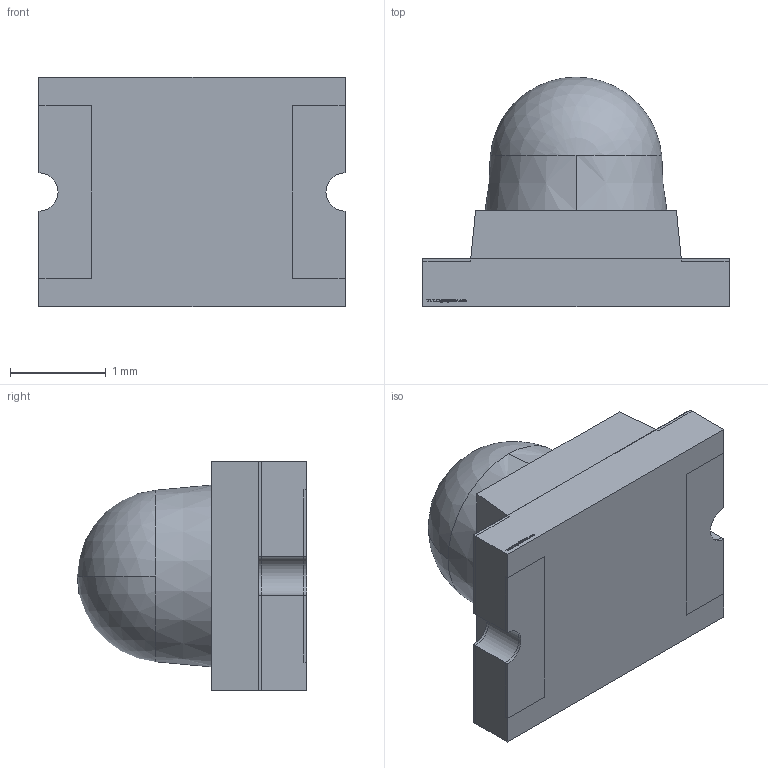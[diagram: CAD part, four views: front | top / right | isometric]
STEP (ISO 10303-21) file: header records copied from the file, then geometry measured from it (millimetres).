
FILE_DESCRIPTION (( 'STEP AP214' ), '1' );
FILE_NAME ('APD3224.STEP', '2008-09-03T22:50:19', ( '' ), ( '' ), 'SwSTEP 2.0', 'SolidWorks 2008', '' );
FILE_SCHEMA (( 'AUTOMOTIVE_DESIGN' ));
Length unit declared in the file: millimetre
Products named in the file (1): APD3224
Bounding box: 3.2 x 2.4 x 2.4 mm (x, y, z)
Volume: 9.4 mm3; surface area: 49.9 mm2
Topology: 6 solids, 6 shells, 339 faces, 895 edges, 597 vertices
Faces by surface type: plane 213, bspline 116, cylinder 6, cone 2, sphere 2
Entity records: 19650 total; most frequent: CARTESIAN_POINT 8220, ORIENTED_EDGE 1790, DIRECTION 1131, EDGE_CURVE 895, VECTOR 643, LINE 643, VERTEX_POINT 597, EDGE_LOOP 368
